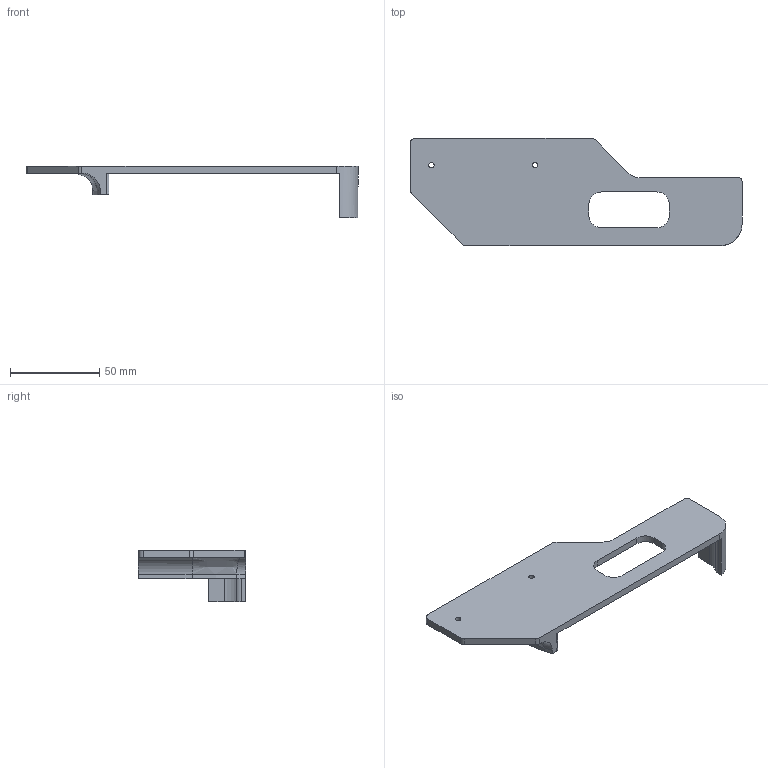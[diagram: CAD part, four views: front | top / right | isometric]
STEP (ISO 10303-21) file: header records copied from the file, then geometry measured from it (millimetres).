
FILE_DESCRIPTION(/* description */ (''),/* implementation_level */ '2;1');
FILE_NAME(/* name */ 'bolex v4.step',/* time_stamp */ '2023-08-16T16:41:53-07:00',/* author */ (''),/* organization */ (''),/* preprocessor_version */ 'ST-DEVELOPER v20',/* originating_system */ 'Autodesk Translation Framework v12.9.0.99',/* authorisation */ '');
FILE_SCHEMA (('AUTOMOTIVE_DESIGN { 1 0 10303 214 3 1 1 }'));
Length unit declared in the file: millimetre
Products named in the file (1): bolex
Bounding box: 185.59 x 60 x 29 mm (x, y, z)
Volume: 41281.1 mm3; surface area: 21452.3 mm2
Topology: 1 solids, 1 shells, 46 faces, 128 edges, 84 vertices
Faces by surface type: plane 21, cylinder 17, bspline 6, cone 2
Full cylindrical faces by diameter (mm): 3 x2
Entity records: 1884 total; most frequent: CARTESIAN_POINT 668, ORIENTED_EDGE 256, DIRECTION 231, EDGE_CURVE 128, VERTEX_POINT 84, LINE 77, VECTOR 77, AXIS2_PLACEMENT_3D 77
